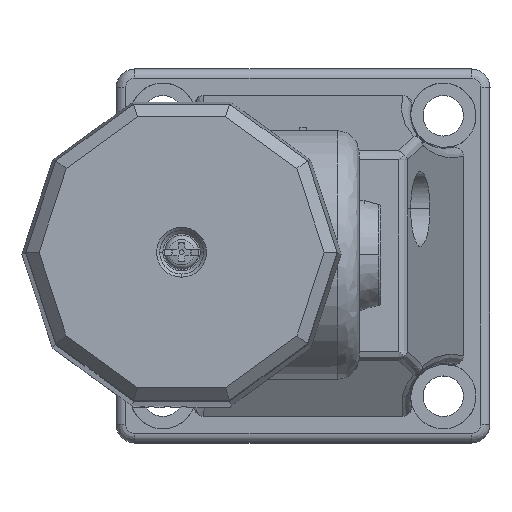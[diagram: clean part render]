
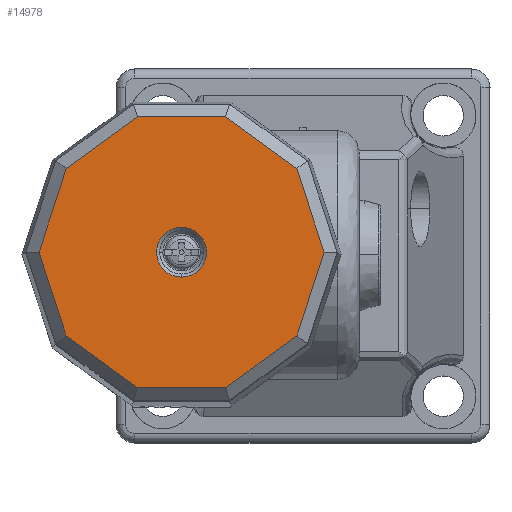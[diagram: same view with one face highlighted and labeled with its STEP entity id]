
A CAD part, top view. The second image highlights one B-rep face of the part: STEP entity #14978.
In plain terms, the highlighted planar face has unit normal (0, 0, 1).
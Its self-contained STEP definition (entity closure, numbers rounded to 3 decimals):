
#14210=CARTESIAN_POINT('',(-19.5,-4.,351.));
#14211=VERTEX_POINT('',#14210);
#14220=CARTESIAN_POINT('',(-19.5,4.,351.));
#14221=VERTEX_POINT('',#14220);
#14222=CARTESIAN_POINT('',(-19.5,0.,351.));
#14223=DIRECTION('',(0.0,0.0,1.0));
#14224=DIRECTION('',(0.0,-1.0,0.0));
#14225=AXIS2_PLACEMENT_3D('',#14222,#14223,#14224);
#14226=CIRCLE('',#14225,4.0);
#14227=EDGE_CURVE('',#14211,#14221,#14226,.T.);
#14716=CARTESIAN_POINT('',(-26.567,-21.75,351.));
#14717=VERTEX_POINT('',#14716);
#14718=CARTESIAN_POINT('',(-38.002,-13.442,351.));
#14719=VERTEX_POINT('',#14718);
#14720=CARTESIAN_POINT('',(-26.567,-21.75,351.));
#14721=DIRECTION('',(-0.809,0.588,0.0));
#14722=VECTOR('',#14721,14.134);
#14723=LINE('',#14720,#14722);
#14724=EDGE_CURVE('',#14717,#14719,#14723,.T.);
#14747=CARTESIAN_POINT('',(-42.369,0.,351.));
#14748=VERTEX_POINT('',#14747);
#14749=CARTESIAN_POINT('',(-38.002,-13.442,351.));
#14750=DIRECTION('',(-0.309,0.951,0.0));
#14751=VECTOR('',#14750,14.134);
#14752=LINE('',#14749,#14751);
#14753=EDGE_CURVE('',#14719,#14748,#14752,.T.);
#14771=CARTESIAN_POINT('',(-38.002,13.442,351.));
#14772=VERTEX_POINT('',#14771);
#14773=CARTESIAN_POINT('',(-42.369,0.,351.));
#14774=DIRECTION('',(0.309,0.951,0.0));
#14775=VECTOR('',#14774,14.134);
#14776=LINE('',#14773,#14775);
#14777=EDGE_CURVE('',#14748,#14772,#14776,.T.);
#14795=CARTESIAN_POINT('',(-26.567,21.75,351.));
#14796=VERTEX_POINT('',#14795);
#14797=CARTESIAN_POINT('',(-38.002,13.442,351.));
#14798=DIRECTION('',(0.809,0.588,0.0));
#14799=VECTOR('',#14798,14.134);
#14800=LINE('',#14797,#14799);
#14801=EDGE_CURVE('',#14772,#14796,#14800,.T.);
#14819=CARTESIAN_POINT('',(-12.433,21.75,351.));
#14820=VERTEX_POINT('',#14819);
#14821=CARTESIAN_POINT('',(-26.567,21.75,351.));
#14822=DIRECTION('',(1.0,0.0,0.0));
#14823=VECTOR('',#14822,14.134);
#14824=LINE('',#14821,#14823);
#14825=EDGE_CURVE('',#14796,#14820,#14824,.T.);
#14843=CARTESIAN_POINT('',(-0.998,13.442,351.));
#14844=VERTEX_POINT('',#14843);
#14845=CARTESIAN_POINT('',(-12.433,21.75,351.));
#14846=DIRECTION('',(0.809,-0.588,0.0));
#14847=VECTOR('',#14846,14.134);
#14848=LINE('',#14845,#14847);
#14849=EDGE_CURVE('',#14820,#14844,#14848,.T.);
#14867=CARTESIAN_POINT('',(3.369,0.,351.));
#14868=VERTEX_POINT('',#14867);
#14869=CARTESIAN_POINT('',(-0.998,13.442,351.));
#14870=DIRECTION('',(0.309,-0.951,0.0));
#14871=VECTOR('',#14870,14.134);
#14872=LINE('',#14869,#14871);
#14873=EDGE_CURVE('',#14844,#14868,#14872,.T.);
#14891=CARTESIAN_POINT('',(-0.998,-13.442,351.));
#14892=VERTEX_POINT('',#14891);
#14893=CARTESIAN_POINT('',(3.369,0.,351.));
#14894=DIRECTION('',(-0.309,-0.951,0.0));
#14895=VECTOR('',#14894,14.134);
#14896=LINE('',#14893,#14895);
#14897=EDGE_CURVE('',#14868,#14892,#14896,.T.);
#14915=CARTESIAN_POINT('',(-12.433,-21.75,351.));
#14916=VERTEX_POINT('',#14915);
#14917=CARTESIAN_POINT('',(-0.998,-13.442,351.));
#14918=DIRECTION('',(-0.809,-0.588,0.0));
#14919=VECTOR('',#14918,14.134);
#14920=LINE('',#14917,#14919);
#14921=EDGE_CURVE('',#14892,#14916,#14920,.T.);
#14939=CARTESIAN_POINT('',(-12.433,-21.75,351.));
#14940=DIRECTION('',(-1.0,0.0,0.0));
#14941=VECTOR('',#14940,14.134);
#14942=LINE('',#14939,#14941);
#14943=EDGE_CURVE('',#14916,#14717,#14942,.T.);
#14951=CARTESIAN_POINT('',(-44.656,-23.925,351.));
#14952=DIRECTION('',(0.0,0.0,1.0));
#14953=DIRECTION('',(1.0,0.0,0.0));
#14954=AXIS2_PLACEMENT_3D('',#14951,#14952,#14953);
#14955=PLANE('',#14954);
#14956=ORIENTED_EDGE('',*,*,#14724,.F.);
#14957=ORIENTED_EDGE('',*,*,#14943,.F.);
#14958=ORIENTED_EDGE('',*,*,#14921,.F.);
#14959=ORIENTED_EDGE('',*,*,#14897,.F.);
#14960=ORIENTED_EDGE('',*,*,#14873,.F.);
#14961=ORIENTED_EDGE('',*,*,#14849,.F.);
#14962=ORIENTED_EDGE('',*,*,#14825,.F.);
#14963=ORIENTED_EDGE('',*,*,#14801,.F.);
#14964=ORIENTED_EDGE('',*,*,#14777,.F.);
#14965=ORIENTED_EDGE('',*,*,#14753,.F.);
#14966=EDGE_LOOP('',(#14956,#14957,#14958,#14959,#14960,#14961,#14962,#14963,#14964,#14965));
#14967=FACE_OUTER_BOUND('',#14966,.T.);
#14968=CARTESIAN_POINT('',(-19.5,0.,351.));
#14969=DIRECTION('',(0.0,0.0,1.0));
#14970=DIRECTION('',(0.0,-1.0,0.0));
#14971=AXIS2_PLACEMENT_3D('',#14968,#14969,#14970);
#14972=CIRCLE('',#14971,4.0);
#14973=EDGE_CURVE('',#14221,#14211,#14972,.T.);
#14974=ORIENTED_EDGE('',*,*,#14973,.F.);
#14975=ORIENTED_EDGE('',*,*,#14227,.F.);
#14976=EDGE_LOOP('',(#14974,#14975));
#14977=FACE_BOUND('',#14976,.T.);
#14978=ADVANCED_FACE('',(#14967,#14977),#14955,.T.);
